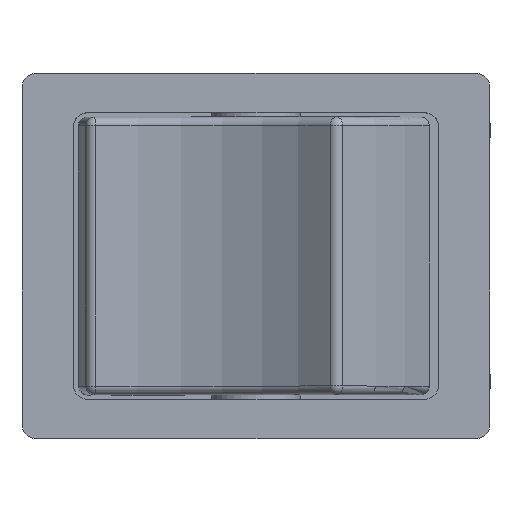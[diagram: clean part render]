
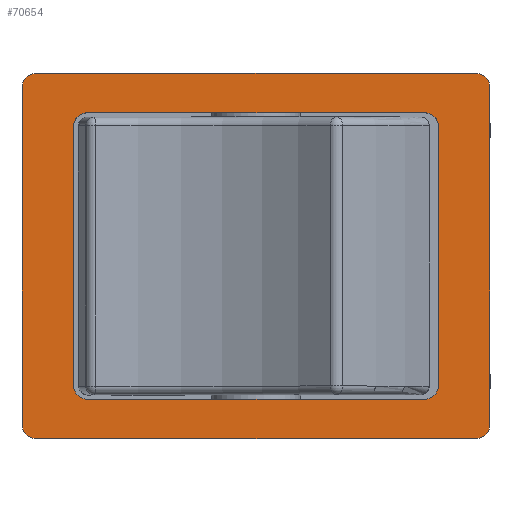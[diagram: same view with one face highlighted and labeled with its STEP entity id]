
A CAD part, top view. The second image highlights one B-rep face of the part: STEP entity #70654.
In plain terms, the highlighted planar face has unit normal (0, 0, 1).
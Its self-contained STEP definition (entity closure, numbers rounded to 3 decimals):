
#70137=CARTESIAN_POINT('',(11.5,9.8,10.5));
#70138=VERTEX_POINT('',#70137);
#70145=CARTESIAN_POINT('',(-11.5,9.8,10.5));
#70146=VERTEX_POINT('',#70145);
#70147=CARTESIAN_POINT('',(-11.5,9.8,10.5));
#70148=DIRECTION('',(1.0,0.0,0.0));
#70149=VECTOR('',#70148,23.);
#70150=LINE('',#70147,#70149);
#70151=EDGE_CURVE('',#70146,#70138,#70150,.T.);
#70175=CARTESIAN_POINT('',(-16.,11.5,10.5));
#70176=VERTEX_POINT('',#70175);
#70177=CARTESIAN_POINT('',(-15.,12.5,10.5));
#70178=VERTEX_POINT('',#70177);
#70179=CARTESIAN_POINT('',(-15.,11.5,10.5));
#70180=DIRECTION('',(0.0,0.0,-1.));
#70181=DIRECTION('',(-0.707,0.707,0.0));
#70182=AXIS2_PLACEMENT_3D('',#70179,#70180,#70181);
#70183=CIRCLE('',#70182,1.);
#70184=EDGE_CURVE('',#70176,#70178,#70183,.T.);
#70208=CARTESIAN_POINT('',(15.,12.5,10.5));
#70209=VERTEX_POINT('',#70208);
#70210=CARTESIAN_POINT('',(-15.,12.5,10.5));
#70211=DIRECTION('',(1.0,0.0,0.0));
#70212=VECTOR('',#70211,30.0);
#70213=LINE('',#70210,#70212);
#70214=EDGE_CURVE('',#70178,#70209,#70213,.T.);
#70231=CARTESIAN_POINT('',(16.,11.5,10.5));
#70232=VERTEX_POINT('',#70231);
#70233=CARTESIAN_POINT('',(15.,11.5,10.5));
#70234=DIRECTION('',(0.0,0.0,-1.));
#70235=DIRECTION('',(0.707,0.707,0.0));
#70236=AXIS2_PLACEMENT_3D('',#70233,#70234,#70235);
#70237=CIRCLE('',#70236,1.);
#70238=EDGE_CURVE('',#70209,#70232,#70237,.T.);
#70265=CARTESIAN_POINT('',(12.5,8.8,10.5));
#70266=VERTEX_POINT('',#70265);
#70273=CARTESIAN_POINT('',(11.5,8.8,10.5));
#70274=DIRECTION('',(0.0,0.0,1.));
#70275=DIRECTION('',(0.707,0.707,0.0));
#70276=AXIS2_PLACEMENT_3D('',#70273,#70274,#70275);
#70277=CIRCLE('',#70276,1.);
#70278=EDGE_CURVE('',#70266,#70138,#70277,.T.);
#70298=CARTESIAN_POINT('',(12.5,-8.8,10.5));
#70299=VERTEX_POINT('',#70298);
#70306=CARTESIAN_POINT('',(12.5,8.8,10.5));
#70307=DIRECTION('',(0.0,-1.0,0.0));
#70308=VECTOR('',#70307,17.6);
#70309=LINE('',#70306,#70308);
#70310=EDGE_CURVE('',#70266,#70299,#70309,.T.);
#70329=CARTESIAN_POINT('',(11.5,-9.8,10.5));
#70330=VERTEX_POINT('',#70329);
#70337=CARTESIAN_POINT('',(11.5,-8.8,10.5));
#70338=DIRECTION('',(0.0,0.0,1.0));
#70339=DIRECTION('',(0.707,-0.707,0.0));
#70340=AXIS2_PLACEMENT_3D('',#70337,#70338,#70339);
#70341=CIRCLE('',#70340,1.0);
#70342=EDGE_CURVE('',#70330,#70299,#70341,.T.);
#70362=CARTESIAN_POINT('',(-11.5,-9.8,10.5));
#70363=VERTEX_POINT('',#70362);
#70370=CARTESIAN_POINT('',(11.5,-9.8,10.5));
#70371=DIRECTION('',(-1.0,0.0,0.0));
#70372=VECTOR('',#70371,23.0);
#70373=LINE('',#70370,#70372);
#70374=EDGE_CURVE('',#70330,#70363,#70373,.T.);
#70402=CARTESIAN_POINT('',(-12.5,-8.8,10.5));
#70403=VERTEX_POINT('',#70402);
#70410=CARTESIAN_POINT('',(-11.5,-8.8,10.5));
#70411=DIRECTION('',(0.0,0.0,1.));
#70412=DIRECTION('',(-0.707,-0.707,0.0));
#70413=AXIS2_PLACEMENT_3D('',#70410,#70411,#70412);
#70414=CIRCLE('',#70413,1.);
#70415=EDGE_CURVE('',#70403,#70363,#70414,.T.);
#70435=CARTESIAN_POINT('',(-12.5,8.8,10.5));
#70436=VERTEX_POINT('',#70435);
#70443=CARTESIAN_POINT('',(-12.5,-8.8,10.5));
#70444=DIRECTION('',(0.0,1.0,0.0));
#70445=VECTOR('',#70444,17.6);
#70446=LINE('',#70443,#70445);
#70447=EDGE_CURVE('',#70403,#70436,#70446,.T.);
#70465=CARTESIAN_POINT('',(-11.5,8.8,10.5));
#70466=DIRECTION('',(0.0,0.0,1.));
#70467=DIRECTION('',(-0.707,0.707,0.0));
#70468=AXIS2_PLACEMENT_3D('',#70465,#70466,#70467);
#70469=CIRCLE('',#70468,1.);
#70470=EDGE_CURVE('',#70146,#70436,#70469,.T.);
#70519=CARTESIAN_POINT('',(16.,-11.5,10.5));
#70520=VERTEX_POINT('',#70519);
#70521=CARTESIAN_POINT('',(15.,-12.5,10.5));
#70522=VERTEX_POINT('',#70521);
#70523=CARTESIAN_POINT('',(15.,-11.5,10.5));
#70524=DIRECTION('',(0.0,0.0,-1.));
#70525=DIRECTION('',(0.707,-0.707,0.0));
#70526=AXIS2_PLACEMENT_3D('',#70523,#70524,#70525);
#70527=CIRCLE('',#70526,1.);
#70528=EDGE_CURVE('',#70520,#70522,#70527,.T.);
#70552=CARTESIAN_POINT('',(-15.,-12.5,10.5));
#70553=VERTEX_POINT('',#70552);
#70554=CARTESIAN_POINT('',(15.,-12.5,10.5));
#70555=DIRECTION('',(-1.0,0.0,0.0));
#70556=VECTOR('',#70555,30.0);
#70557=LINE('',#70554,#70556);
#70558=EDGE_CURVE('',#70522,#70553,#70557,.T.);
#70575=CARTESIAN_POINT('',(-16.,-11.5,10.5));
#70576=VERTEX_POINT('',#70575);
#70577=CARTESIAN_POINT('',(-15.,-11.5,10.5));
#70578=DIRECTION('',(0.0,0.0,-1.));
#70579=DIRECTION('',(-0.707,-0.707,0.0));
#70580=AXIS2_PLACEMENT_3D('',#70577,#70578,#70579);
#70581=CIRCLE('',#70580,1.);
#70582=EDGE_CURVE('',#70553,#70576,#70581,.T.);
#70601=CARTESIAN_POINT('',(16.,11.5,10.5));
#70602=DIRECTION('',(0.0,-1.0,0.0));
#70603=VECTOR('',#70602,23.);
#70604=LINE('',#70601,#70603);
#70605=EDGE_CURVE('',#70232,#70520,#70604,.T.);
#70620=CARTESIAN_POINT('',(-16.,-11.5,10.5));
#70621=DIRECTION('',(0.0,1.0,0.0));
#70622=VECTOR('',#70621,23.0);
#70623=LINE('',#70620,#70622);
#70624=EDGE_CURVE('',#70576,#70176,#70623,.T.);
#70629=CARTESIAN_POINT('',(0.,0.,10.5));
#70630=DIRECTION('',(0.0,0.0,1.0));
#70631=DIRECTION('',(1.0,0.0,0.0));
#70632=AXIS2_PLACEMENT_3D('',#70629,#70630,#70631);
#70633=PLANE('',#70632);
#70634=ORIENTED_EDGE('',*,*,#70184,.F.);
#70635=ORIENTED_EDGE('',*,*,#70624,.F.);
#70636=ORIENTED_EDGE('',*,*,#70582,.F.);
#70637=ORIENTED_EDGE('',*,*,#70558,.F.);
#70638=ORIENTED_EDGE('',*,*,#70528,.F.);
#70639=ORIENTED_EDGE('',*,*,#70605,.F.);
#70640=ORIENTED_EDGE('',*,*,#70238,.F.);
#70641=ORIENTED_EDGE('',*,*,#70214,.F.);
#70642=EDGE_LOOP('',(#70634,#70635,#70636,#70637,#70638,#70639,#70640,#70641));
#70643=FACE_OUTER_BOUND('',#70642,.T.);
#70644=ORIENTED_EDGE('',*,*,#70447,.T.);
#70645=ORIENTED_EDGE('',*,*,#70470,.F.);
#70646=ORIENTED_EDGE('',*,*,#70151,.T.);
#70647=ORIENTED_EDGE('',*,*,#70278,.F.);
#70648=ORIENTED_EDGE('',*,*,#70310,.T.);
#70649=ORIENTED_EDGE('',*,*,#70342,.F.);
#70650=ORIENTED_EDGE('',*,*,#70374,.T.);
#70651=ORIENTED_EDGE('',*,*,#70415,.F.);
#70652=EDGE_LOOP('',(#70644,#70645,#70646,#70647,#70648,#70649,#70650,#70651));
#70653=FACE_BOUND('',#70652,.T.);
#70654=ADVANCED_FACE('',(#70643,#70653),#70633,.T.);
